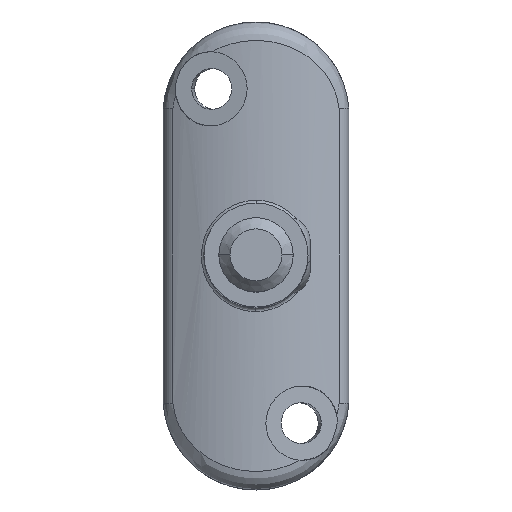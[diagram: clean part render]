
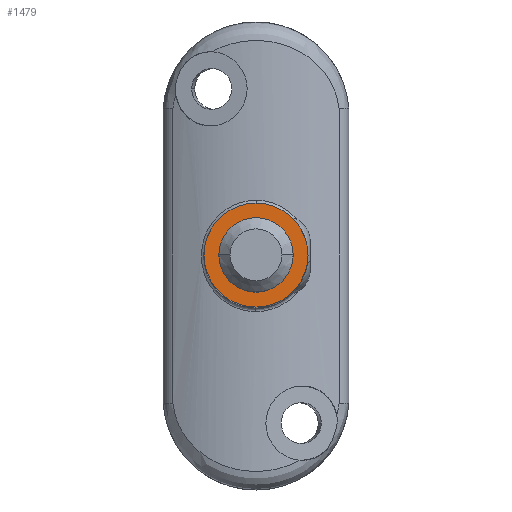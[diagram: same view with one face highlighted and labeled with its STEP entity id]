
A CAD part, top view. The second image highlights one B-rep face of the part: STEP entity #1479.
In plain terms, the highlighted planar face has unit normal (0, 0, 1).
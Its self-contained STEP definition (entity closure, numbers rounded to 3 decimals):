
#76 = DIRECTION ( 'NONE',  ( -1., 0., 0. ) ) ;
#111 = FACE_BOUND ( 'NONE', #1766, .T. ) ;
#136 = DIRECTION ( 'NONE',  ( 0., 0., -1. ) ) ;
#158 = AXIS2_PLACEMENT_3D ( 'NONE', #2204, #2851, #3172 ) ;
#299 = ORIENTED_EDGE ( 'NONE', *, *, #1848, .T. ) ;
#403 = CIRCLE ( 'NONE', #827, 7. ) ;
#416 = FACE_OUTER_BOUND ( 'NONE', #2468, .T. ) ;
#509 = VERTEX_POINT ( 'NONE', #713 ) ;
#538 = VERTEX_POINT ( 'NONE', #3638 ) ;
#691 = EDGE_CURVE ( 'NONE', #3817, #1636, #4253, .T. ) ;
#713 = CARTESIAN_POINT ( 'NONE',  ( -7., 0., 65. ) ) ;
#765 = DIRECTION ( 'NONE',  ( 0., 0., -1. ) ) ;
#805 = DIRECTION ( 'NONE',  ( 0., 0., 1. ) ) ;
#827 = AXIS2_PLACEMENT_3D ( 'NONE', #3709, #3032, #4021 ) ;
#1034 = AXIS2_PLACEMENT_3D ( 'NONE', #1760, #805, #4092 ) ;
#1479 = ADVANCED_FACE ( 'NONE', ( #416, #111 ), #3831, .T. ) ;
#1636 = VERTEX_POINT ( 'NONE', #2918 ) ;
#1734 = CARTESIAN_POINT ( 'NONE',  ( 0., 0., 65. ) ) ;
#1760 = CARTESIAN_POINT ( 'NONE',  ( 0., 0., 65. ) ) ;
#1765 = EDGE_CURVE ( 'NONE', #1636, #3817, #2212, .T. ) ;
#1766 = EDGE_LOOP ( 'NONE', ( #3840, #2760 ) ) ;
#1848 = EDGE_CURVE ( 'NONE', #538, #509, #403, .T. ) ;
#1925 = EDGE_CURVE ( 'NONE', #509, #538, #3836, .T. ) ;
#2204 = CARTESIAN_POINT ( 'NONE',  ( 0., 0., 65. ) ) ;
#2212 = CIRCLE ( 'NONE', #2351, 4.1 ) ;
#2351 = AXIS2_PLACEMENT_3D ( 'NONE', #2407, #765, #76 ) ;
#2407 = CARTESIAN_POINT ( 'NONE',  ( 0., 0., 65. ) ) ;
#2468 = EDGE_LOOP ( 'NONE', ( #3174, #299 ) ) ;
#2600 = AXIS2_PLACEMENT_3D ( 'NONE', #1734, #136, #3407 ) ;
#2760 = ORIENTED_EDGE ( 'NONE', *, *, #1765, .T. ) ;
#2851 = DIRECTION ( 'NONE',  ( 0., 0., 1. ) ) ;
#2918 = CARTESIAN_POINT ( 'NONE',  ( 4.1, 0., 65. ) ) ;
#3032 = DIRECTION ( 'NONE',  ( 0., 0., 1. ) ) ;
#3087 = CARTESIAN_POINT ( 'NONE',  ( -4.1, 0., 65. ) ) ;
#3172 = DIRECTION ( 'NONE',  ( 1., 0., 0. ) ) ;
#3174 = ORIENTED_EDGE ( 'NONE', *, *, #1925, .T. ) ;
#3407 = DIRECTION ( 'NONE',  ( -1., 0., 0. ) ) ;
#3638 = CARTESIAN_POINT ( 'NONE',  ( 7., 0., 65. ) ) ;
#3709 = CARTESIAN_POINT ( 'NONE',  ( 0., 0., 65. ) ) ;
#3817 = VERTEX_POINT ( 'NONE', #3087 ) ;
#3831 = PLANE ( 'NONE',  #158 ) ;
#3836 = CIRCLE ( 'NONE', #1034, 7. ) ;
#3840 = ORIENTED_EDGE ( 'NONE', *, *, #691, .T. ) ;
#4021 = DIRECTION ( 'NONE',  ( 1., 0., 0. ) ) ;
#4092 = DIRECTION ( 'NONE',  ( 1., 0., 0. ) ) ;
#4253 = CIRCLE ( 'NONE', #2600, 4.1 ) ;
